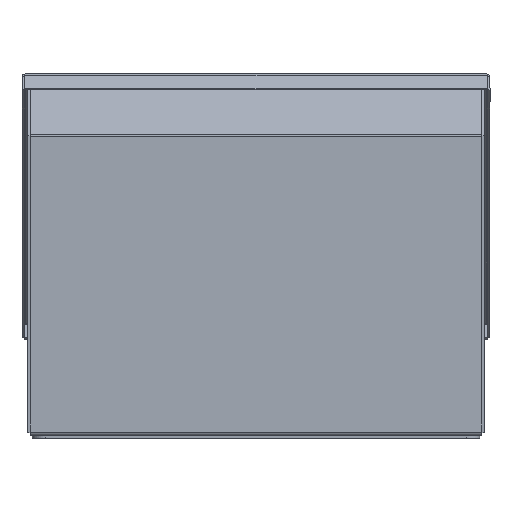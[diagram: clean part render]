
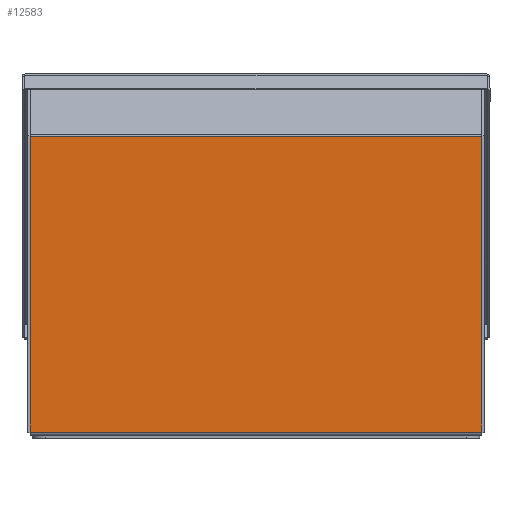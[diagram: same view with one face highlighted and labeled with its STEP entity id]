
A CAD part, left-side view. The second image highlights one B-rep face of the part: STEP entity #12583.
In plain terms, the highlighted planar face has unit normal (-1, 0, 0).
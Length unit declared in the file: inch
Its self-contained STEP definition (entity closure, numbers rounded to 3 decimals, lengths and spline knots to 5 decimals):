
#308=LINE('',#17871,#1690);
#314=LINE('',#17889,#1696);
#317=LINE('',#17896,#1699);
#319=LINE('',#17899,#1701);
#1690=VECTOR('',#14437,12.875);
#1696=VECTOR('',#14459,8.42655);
#1699=VECTOR('',#14466,8.42655);
#1701=VECTOR('',#14470,12.875);
#3013=PLANE('',#13282);
#3612=FACE_OUTER_BOUND('',#4273,.T.);
#4273=EDGE_LOOP('',(#8482,#8483,#8484,#8485));
#5378=VERTEX_POINT('',#17868);
#5379=VERTEX_POINT('',#17870);
#5383=VERTEX_POINT('',#17887);
#5385=VERTEX_POINT('',#17895);
#6580=EDGE_CURVE('',#5379,#5378,#308,.T.);
#6589=EDGE_CURVE('',#5383,#5378,#314,.T.);
#6592=EDGE_CURVE('',#5379,#5385,#317,.T.);
#6594=EDGE_CURVE('',#5383,#5385,#319,.T.);
#8482=ORIENTED_EDGE('',*,*,#6580,.T.);
#8483=ORIENTED_EDGE('',*,*,#6589,.F.);
#8484=ORIENTED_EDGE('',*,*,#6594,.T.);
#8485=ORIENTED_EDGE('',*,*,#6592,.F.);
#12583=ADVANCED_FACE('',(#3612),#3013,.F.);
#13282=AXIS2_PLACEMENT_3D('',#17913,#14486,#14487);
#14437=DIRECTION('',(0.,1.,0.));
#14459=DIRECTION('',(0.,0.,1.));
#14466=DIRECTION('',(0.,0.,-1.));
#14470=DIRECTION('',(0.,-1.,0.));
#14486=DIRECTION('center_axis',(1.,0.,0.));
#14487=DIRECTION('ref_axis',(0.,0.,-1.));
#17868=CARTESIAN_POINT('',(0.,12.875,8.5318));
#17870=CARTESIAN_POINT('',(0.,0.,
8.5318));
#17871=CARTESIAN_POINT('',(0.,3.21875,8.5318));
#17887=CARTESIAN_POINT('',(0.,12.875,0.10525));
#17889=CARTESIAN_POINT('',(0.,12.875,0.10525));
#17895=CARTESIAN_POINT('',(0.,0.,
0.10525));
#17896=CARTESIAN_POINT('',(0.,0.,
-0.09522));
#17899=CARTESIAN_POINT('',(0.,6.4375,0.10525));
#17913=CARTESIAN_POINT('Origin',(0.,6.4375,4.28251));
